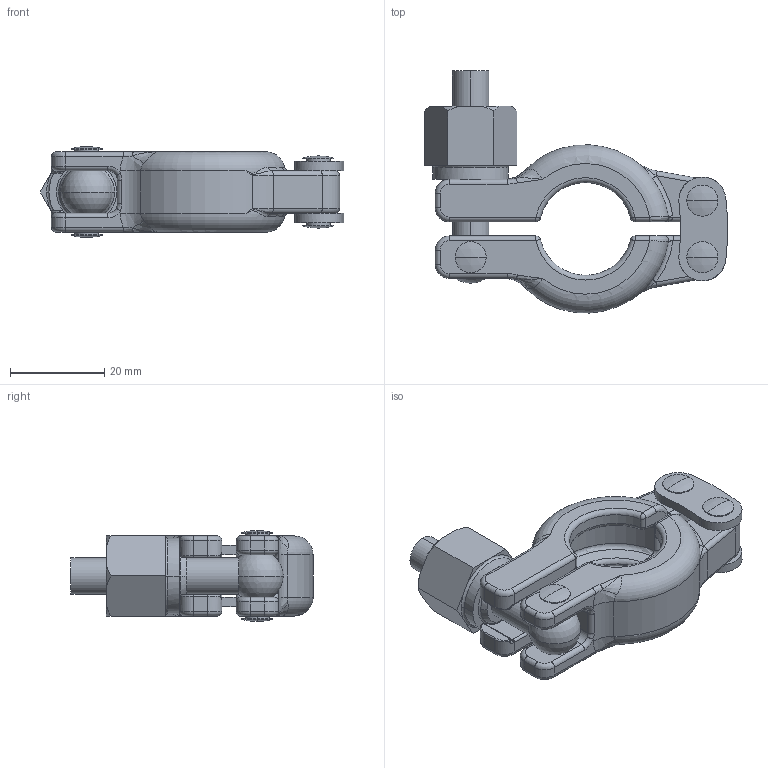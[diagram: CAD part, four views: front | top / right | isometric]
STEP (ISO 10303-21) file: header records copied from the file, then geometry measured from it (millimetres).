
FILE_DESCRIPTION (( 'STEP AP214' ), '1' );
FILE_NAME ('CL.SHX.0050 BLOCK.STEP', '2019-04-16T12:00:45', ( '' ), ( '' ), 'SwSTEP 2.0', 'SolidWorks 2019', '' );
FILE_SCHEMA (( 'AUTOMOTIVE_DESIGN' ));
Length unit declared in the file: millimetre
Products named in the file (1): CL.SHX.0050 BLOCK
Bounding box: 64.3 x 51.33 x 19.3 mm (x, y, z)
Volume: 18815.4 mm3; surface area: 10646.7 mm2
Topology: 3 solids, 3 shells, 405 faces, 959 edges, 543 vertices
Faces by surface type: cylinder 150, torus 76, plane 65, bspline 56, sphere 38, cone 20
Entity records: 13700 total; most frequent: CARTESIAN_POINT 4587, DIRECTION 2025, ORIENTED_EDGE 1860, EDGE_CURVE 930, AXIS2_PLACEMENT_3D 877, VERTEX_POINT 542, CIRCLE 527, EDGE_LOOP 430
